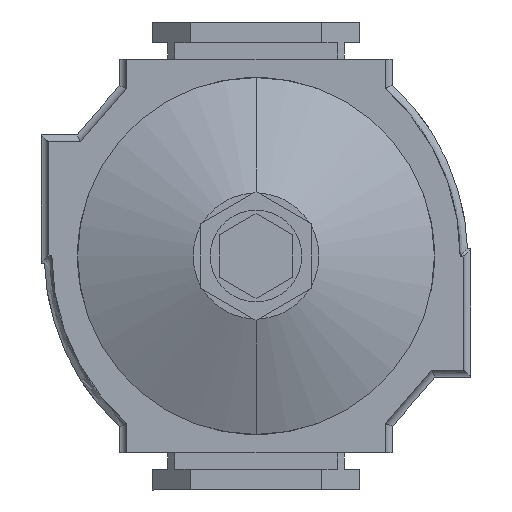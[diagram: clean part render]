
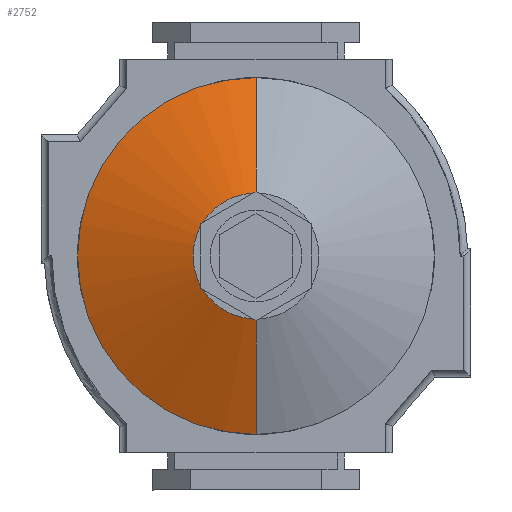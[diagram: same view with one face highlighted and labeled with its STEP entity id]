
A CAD part, front view. The second image highlights one B-rep face of the part: STEP entity #2752.
In plain terms, the highlighted free-form (B-spline) face has degree [1, 3] with [2, 4] control points.
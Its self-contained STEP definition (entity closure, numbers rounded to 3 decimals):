
#301 = VECTOR ( 'NONE', #6667, 1000. ) ;
#500 = ORIENTED_EDGE ( 'NONE', *, *, #5746, .F. ) ;
#729 = CARTESIAN_POINT ( 'NONE',  ( -21.5, 10.75, -128.2 ) ) ;
#1044 = LINE ( 'NONE', #3326, #301 ) ;
#1221 = CARTESIAN_POINT ( 'NONE',  ( -61., -30.5, -119.817 ) ) ;
#1374 = CARTESIAN_POINT ( 'NONE',  ( 0., 30.5, -119.817 ) ) ;
#1575 = LINE ( 'NONE', #6749, #5257 ) ;
#1613 = DIRECTION ( 'NONE',  ( 0., 0.921, -0.391 ) ) ;
#1818 = CIRCLE ( 'NONE', #4928, 30.5 ) ;
#2026 = DIRECTION ( 'NONE',  ( 0., 0., 1. ) ) ;
#2460 = CARTESIAN_POINT ( 'NONE',  ( 0., 10.75, -128.2 ) ) ;
#2474 = CARTESIAN_POINT ( 'NONE',  ( 0., -10.75, -128.2 ) ) ;
#2752 = ADVANCED_FACE ( 'NONE', ( #7366 ), #4180, .T. ) ;
#2837 = CARTESIAN_POINT ( 'NONE',  ( -30.5, 0., -119.817 ) ) ;
#3003 = CIRCLE ( 'NONE', #6229, 30.5 ) ;
#3092 = CARTESIAN_POINT ( 'NONE',  ( 0., -30.5, -119.817 ) ) ;
#3326 = CARTESIAN_POINT ( 'NONE',  ( 0., 20.625, -124.008 ) ) ;
#3666 = DIRECTION ( 'NONE',  ( 0., 0., 1. ) ) ;
#3685 = DIRECTION ( 'NONE',  ( 0., -1., 0. ) ) ;
#4170 = CARTESIAN_POINT ( 'NONE',  ( 0., 0., -128.2 ) ) ;
#4180 =( BOUNDED_SURFACE ( )  B_SPLINE_SURFACE ( 1, 3, ( 
 ( #1374, #6433, #1221, #3092 ),
 ( #5846, #729, #7079, #5248 ) ),
 .UNSPECIFIED., .F., .F., .F. ) 
 B_SPLINE_SURFACE_WITH_KNOTS ( ( 2, 2 ),
 ( 4, 4 ),
 ( 0., 1. ),
 ( 0., 1. ),
 .UNSPECIFIED. ) 
 GEOMETRIC_REPRESENTATION_ITEM ( )  RATIONAL_B_SPLINE_SURFACE ( (
 ( 1., 0.333, 0.333, 1.),
 ( 1., 0.333, 0.333, 1.) ) ) 
 REPRESENTATION_ITEM ( '' )  SURFACE ( )  );
#4312 = AXIS2_PLACEMENT_3D ( 'NONE', #4170, #5355, #4774 ) ;
#4436 = EDGE_LOOP ( 'NONE', ( #5424, #5312, #7027, #7389, #500 ) ) ;
#4486 = CARTESIAN_POINT ( 'NONE',  ( 0., 30.5, -119.817 ) ) ;
#4774 = DIRECTION ( 'NONE',  ( 0., -1., 0. ) ) ;
#4928 = AXIS2_PLACEMENT_3D ( 'NONE', #6055, #2026, #3685 ) ;
#5248 = CARTESIAN_POINT ( 'NONE',  ( 0., -10.75, -128.2 ) ) ;
#5257 = VECTOR ( 'NONE', #1613, 1000. ) ;
#5312 = ORIENTED_EDGE ( 'NONE', *, *, #6314, .T. ) ;
#5355 = DIRECTION ( 'NONE',  ( 0., 0., 1. ) ) ;
#5405 = CARTESIAN_POINT ( 'NONE',  ( 0., 0., -119.817 ) ) ;
#5424 = ORIENTED_EDGE ( 'NONE', *, *, #5427, .F. ) ;
#5427 = EDGE_CURVE ( 'NONE', #6511, #6529, #1818, .T. ) ;
#5507 = CARTESIAN_POINT ( 'NONE',  ( 0., -30.5, -119.817 ) ) ;
#5688 = VERTEX_POINT ( 'NONE', #2474 ) ;
#5746 = EDGE_CURVE ( 'NONE', #6529, #6782, #3003, .T. ) ;
#5846 = CARTESIAN_POINT ( 'NONE',  ( 0., 10.75, -128.2 ) ) ;
#5961 = VERTEX_POINT ( 'NONE', #2460 ) ;
#5967 = DIRECTION ( 'NONE',  ( 0., -1., 0. ) ) ;
#5990 = EDGE_CURVE ( 'NONE', #5961, #5688, #6706, .T. ) ;
#6055 = CARTESIAN_POINT ( 'NONE',  ( 0., 0., -119.817 ) ) ;
#6114 = EDGE_CURVE ( 'NONE', #6782, #5688, #1575, .T. ) ;
#6229 = AXIS2_PLACEMENT_3D ( 'NONE', #5405, #3666, #5967 ) ;
#6314 = EDGE_CURVE ( 'NONE', #6511, #5961, #1044, .T. ) ;
#6433 = CARTESIAN_POINT ( 'NONE',  ( -61., 30.5, -119.817 ) ) ;
#6511 = VERTEX_POINT ( 'NONE', #4486 ) ;
#6529 = VERTEX_POINT ( 'NONE', #2837 ) ;
#6667 = DIRECTION ( 'NONE',  ( 0., -0.921, -0.391 ) ) ;
#6706 = CIRCLE ( 'NONE', #4312, 10.75 ) ;
#6749 = CARTESIAN_POINT ( 'NONE',  ( 0., -20.625, -124.008 ) ) ;
#6782 = VERTEX_POINT ( 'NONE', #5507 ) ;
#7027 = ORIENTED_EDGE ( 'NONE', *, *, #5990, .T. ) ;
#7079 = CARTESIAN_POINT ( 'NONE',  ( -21.5, -10.75, -128.2 ) ) ;
#7366 = FACE_OUTER_BOUND ( 'NONE', #4436, .T. ) ;
#7389 = ORIENTED_EDGE ( 'NONE', *, *, #6114, .F. ) ;
